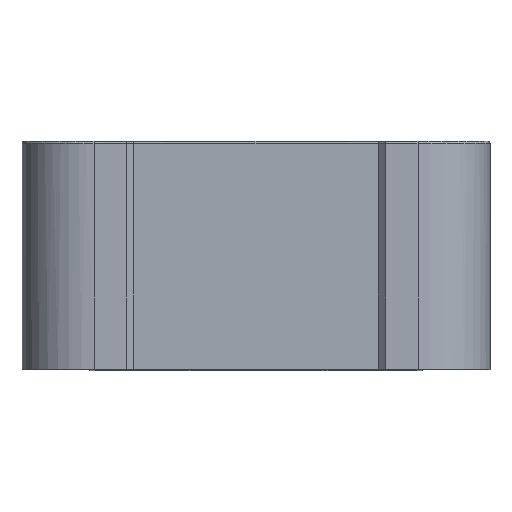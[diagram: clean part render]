
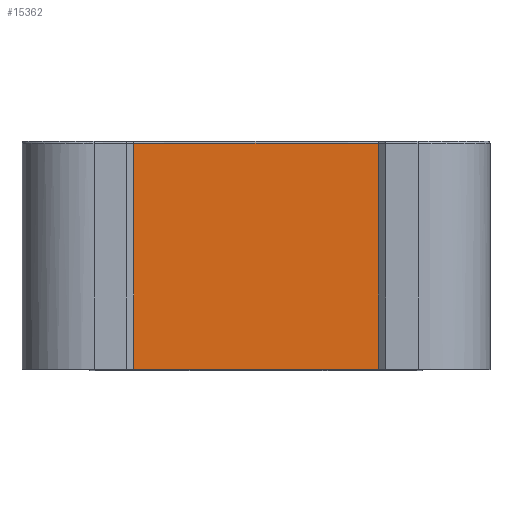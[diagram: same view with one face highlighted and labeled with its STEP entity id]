
A CAD part, top view. The second image highlights one B-rep face of the part: STEP entity #15362.
In plain terms, the highlighted planar face has unit normal (0, 0, 1).
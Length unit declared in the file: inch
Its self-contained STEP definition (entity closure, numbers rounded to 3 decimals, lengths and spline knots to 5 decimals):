
#933=LINE('',#23562,#2253);
#935=LINE('',#23566,#2255);
#936=LINE('',#23567,#2256);
#2253=VECTOR('',#17613,0.3937);
#2255=VECTOR('',#17617,0.3937);
#2256=VECTOR('',#17618,0.3937);
#3760=PLANE('',#16255);
#4262=FACE_OUTER_BOUND('',#5178,.T.);
#5178=EDGE_LOOP('',(#10627,#10628,#10629,#10630));
#6182=B_SPLINE_CURVE_WITH_KNOTS('',3,(#22595,#22596,#22597,#22598),
 .UNSPECIFIED.,.F.,.F.,(4,4),(-8.636,0.),
 .UNSPECIFIED.);
#6563=VERTEX_POINT('',#22593);
#6564=VERTEX_POINT('',#22594);
#6597=VERTEX_POINT('',#23561);
#6598=VERTEX_POINT('',#23565);
#8123=EDGE_CURVE('',#6563,#6564,#6182,.T.);
#8180=EDGE_CURVE('',#6564,#6597,#933,.T.);
#8182=EDGE_CURVE('',#6563,#6598,#935,.T.);
#8183=EDGE_CURVE('',#6597,#6598,#936,.T.);
#10627=ORIENTED_EDGE('',*,*,#8123,.F.);
#10628=ORIENTED_EDGE('',*,*,#8182,.T.);
#10629=ORIENTED_EDGE('',*,*,#8183,.F.);
#10630=ORIENTED_EDGE('',*,*,#8180,.F.);
#15362=ADVANCED_FACE('',(#4262),#3760,.T.);
#16255=AXIS2_PLACEMENT_3D('',#23564,#17615,#17616);
#17613=DIRECTION('',(0.,-1.,0.));
#17615=DIRECTION('center_axis',(0.,0.,1.));
#17616=DIRECTION('ref_axis',(-1.,0.,0.));
#17617=DIRECTION('',(0.,-1.,0.));
#17618=DIRECTION('',(-1.,0.,0.));
#22593=CARTESIAN_POINT('',(-1.7,-0.02828,5.5));
#22594=CARTESIAN_POINT('',(1.7,-0.02828,5.5));
#22595=CARTESIAN_POINT('Ctrl Pts',(-1.7,-0.02828,5.5));
#22596=CARTESIAN_POINT('Ctrl Pts',(-0.56635,-0.02828,
5.5));
#22597=CARTESIAN_POINT('Ctrl Pts',(0.56635,-0.02828,
5.5));
#22598=CARTESIAN_POINT('Ctrl Pts',(1.7,-0.02828,5.5));
#23561=CARTESIAN_POINT('',(1.7,-3.167,5.5));
#23562=CARTESIAN_POINT('',(1.7,0.,5.5));
#23564=CARTESIAN_POINT('Origin',(0.,0.,5.5));
#23565=CARTESIAN_POINT('',(-1.7,-3.167,5.5));
#23566=CARTESIAN_POINT('',(-1.7,0.,5.5));
#23567=CARTESIAN_POINT('',(-0.8125,-3.167,5.5));
